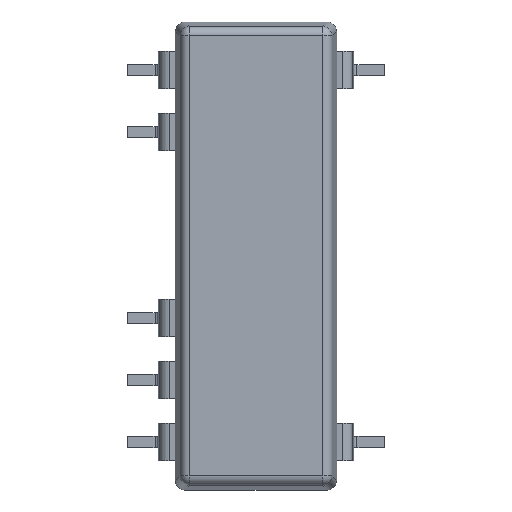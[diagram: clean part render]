
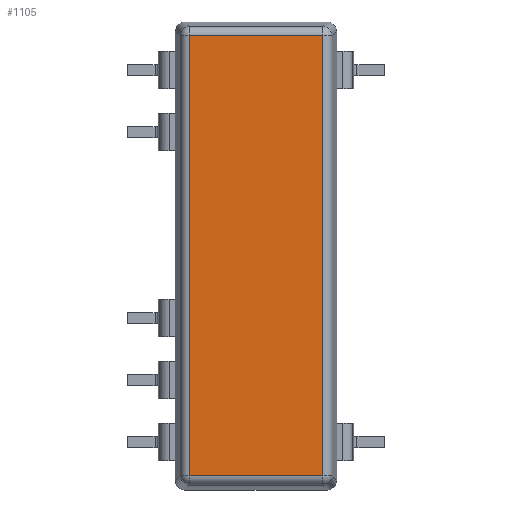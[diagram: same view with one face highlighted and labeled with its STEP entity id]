
A CAD part, top view. The second image highlights one B-rep face of the part: STEP entity #1105.
In plain terms, the highlighted face is planar.
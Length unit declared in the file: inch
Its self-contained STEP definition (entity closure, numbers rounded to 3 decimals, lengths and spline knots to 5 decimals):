
#210=DIRECTION('',(1.,0.,0.));
#211=VECTOR('',#210,0.21495);
#212=CARTESIAN_POINT('',(-0.10747,0.0775,0.35497));
#213=LINE('',#212,#211);
#224=DIRECTION('',(0.,0.,1.));
#225=VECTOR('',#224,0.70995);
#226=CARTESIAN_POINT('',(-0.10747,0.0775,-0.35497));
#227=LINE('',#226,#225);
#286=DIRECTION('',(-1.,0.,0.));
#287=VECTOR('',#286,0.21495);
#288=CARTESIAN_POINT('',(0.10747,0.0775,-0.35497));
#289=LINE('',#288,#287);
#752=DIRECTION('',(0.,0.,-1.));
#753=VECTOR('',#752,0.70995);
#754=CARTESIAN_POINT('',(0.10747,0.0775,0.35497));
#755=LINE('',#754,#753);
#790=CARTESIAN_POINT('',(-0.10747,0.0775,-0.35497));
#791=CARTESIAN_POINT('',(-0.10747,0.0775,0.35497));
#792=VERTEX_POINT('',#790);
#793=VERTEX_POINT('',#791);
#798=CARTESIAN_POINT('',(0.10747,0.0775,0.35497));
#799=CARTESIAN_POINT('',(0.10747,0.0775,-0.35497));
#800=VERTEX_POINT('',#798);
#801=VERTEX_POINT('',#799);
#1091=CARTESIAN_POINT('',(0.,0.0775,0.));
#1092=DIRECTION('',(0.,1.,0.));
#1093=DIRECTION('',(1.,0.,0.));
#1094=AXIS2_PLACEMENT_3D('',#1091,#1092,#1093);
#1095=PLANE('',#1094);
#1097=ORIENTED_EDGE('',*,*,#1096,.F.);
#1099=ORIENTED_EDGE('',*,*,#1098,.F.);
#1101=ORIENTED_EDGE('',*,*,#1100,.F.);
#1102=ORIENTED_EDGE('',*,*,#1081,.F.);
#1103=EDGE_LOOP('',(#1097,#1099,#1101,#1102));
#1104=FACE_OUTER_BOUND('',#1103,.F.);
#1105=ADVANCED_FACE('',(#1104),#1095,.T.);
#1081=EDGE_CURVE('',#793,#800,#213,.T.);
#1096=EDGE_CURVE('',#792,#793,#227,.T.);
#1098=EDGE_CURVE('',#801,#792,#289,.T.);
#1100=EDGE_CURVE('',#800,#801,#755,.T.);
